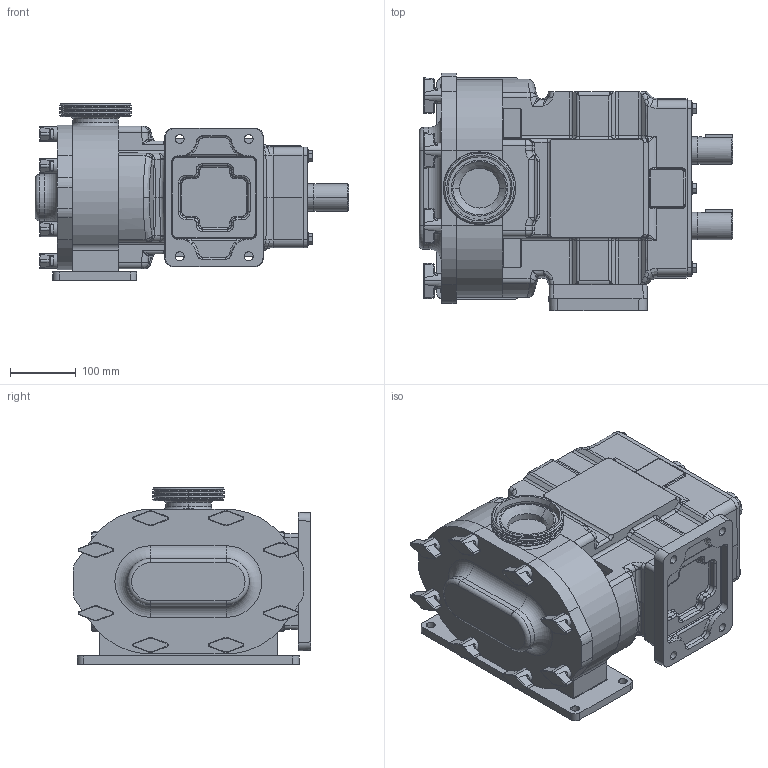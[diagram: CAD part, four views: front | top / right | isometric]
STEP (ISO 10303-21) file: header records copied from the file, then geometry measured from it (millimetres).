
FILE_DESCRIPTION (( 'STEP AP214' ), '1' );
FILE_NAME ('TRA10-0640-010.STEP', '2024-04-05T13:47:16', ( '' ), ( '' ), 'SwSTEP 2.0', 'SolidWorks 2022', '' );
FILE_SCHEMA (( 'AUTOMOTIVE_DESIGN' ));
Length unit declared in the file: inch
Products named in the file (5): 0600DIN11851-30; TRA10-0640-010; TRA10-0600-COVER-STD; TRA10-0640-BODY; TRA10-0600-GEARBOX-H
Assembly tree (4 placements, depth 2):
  TRA10-0640-010
    TRA10-0600-GEARBOX-H
    TRA10-0640-BODY
    TRA10-0600-COVER-STD
    0600DIN11851-30
Bounding box: 475.32 x 360.3 x 267.7 mm (x, y, z)
Volume: 20180441.1 mm3; surface area: 937591.1 mm2
Topology: 4 solids, 4 shells, 1106 faces, 2688 edges, 1594 vertices
Faces by surface type: cylinder 393, plane 297, bspline 210, torus 112, cone 78, sphere 16
Entity records: 41275 total; most frequent: CARTESIAN_POINT 17434, ORIENTED_EDGE 5320, DIRECTION 4616, EDGE_CURVE 2660, AXIS2_PLACEMENT_3D 1787, VERTEX_POINT 1594, EDGE_LOOP 1156, FACE_OUTER_BOUND 1106
